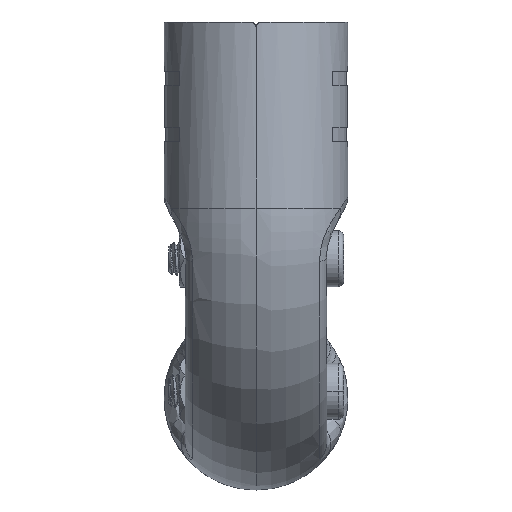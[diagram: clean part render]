
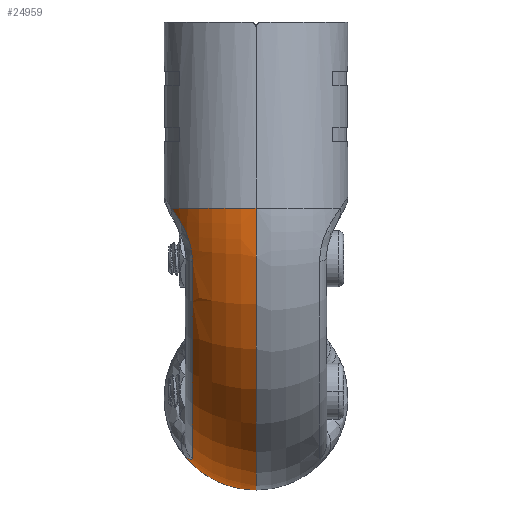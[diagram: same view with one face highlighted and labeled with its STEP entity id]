
A CAD part, left-side view. The second image highlights one B-rep face of the part: STEP entity #24959.
In plain terms, the highlighted toroidal (fillet/blend) face has major radius 33.7 mm and minor radius 16.3 mm.
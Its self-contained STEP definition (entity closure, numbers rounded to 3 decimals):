
#113 = AXIS2_PLACEMENT_3D ( 'NONE', #21552, #26619, #26323 ) ;
#1277 = CIRCLE ( 'NONE', #15009, 16.3 ) ;
#1312 = EDGE_CURVE ( 'NONE', #24478, #11355, #23759, .T. ) ;
#1596 = CARTESIAN_POINT ( 'NONE',  ( -9.225, 13.417, -35.377 ) ) ;
#1960 = CARTESIAN_POINT ( 'NONE',  ( -10.942, 11.6, -39.767 ) ) ;
#2002 = CARTESIAN_POINT ( 'NONE',  ( 32.137, 13.915, -75.16 ) ) ;
#2315 = CARTESIAN_POINT ( 'NONE',  ( 33.252, 14.63, -73.928 ) ) ;
#2405 = CARTESIAN_POINT ( 'NONE',  ( -10.327, 12.448, -37.231 ) ) ;
#3394 = EDGE_CURVE ( 'NONE', #11355, #25625, #5453, .T. ) ;
#3817 = ORIENTED_EDGE ( 'NONE', *, *, #14406, .T. ) ;
#3891 = CARTESIAN_POINT ( 'NONE',  ( -8.301, 14.016, -34.401 ) ) ;
#4151 = VERTEX_POINT ( 'NONE', #21275 ) ;
#4448 = B_SPLINE_CURVE_WITH_KNOTS ( 'NONE', 3,
 ( #13390, #17427, #29229, #26781, #8312, #3891, #15712, #1596, #15111, #27225 ),
 .UNSPECIFIED., .F., .F.,
 ( 4, 2, 2, 2, 4 ),
 ( 0., 0.25, 0.375, 0.5, 1. ),
 .UNSPECIFIED. ) ;
#4453 = CARTESIAN_POINT ( 'NONE',  ( 30.29, 12.855, -76.595 ) ) ;
#4515 = ORIENTED_EDGE ( 'NONE', *, *, #1312, .T. ) ;
#4569 = CARTESIAN_POINT ( 'NONE',  ( -10.968, 11.458, -40.499 ) ) ;
#4867 = CARTESIAN_POINT ( 'NONE',  ( -10.864, 11.778, -39.045 ) ) ;
#5398 = CARTESIAN_POINT ( 'NONE',  ( 24.739, 11.305, -77.551 ) ) ;
#5453 = B_SPLINE_CURVE_WITH_KNOTS ( 'NONE', 3,
 ( #16122, #4453, #13796, #20732, #16274, #25494, #30227, #23360, #7187, #25352, #2002, #27932, #21188, #23219, #2315, #11661 ),
 .UNSPECIFIED., .F., .F.,
 ( 4, 2, 2, 1, 1, 1, 1, 2, 2, 4 ),
 ( 0., 0.25, 0.375, 0.437, 0.469, 0.484, 0.492, 0.496, 0.5, 1. ),
 .UNSPECIFIED. ) ;
#5504 = VERTEX_POINT ( 'NONE', #25429 ) ;
#5555 = CARTESIAN_POINT ( 'NONE',  ( 29.887, 12.655, -76.807 ) ) ;
#6126 = DIRECTION ( 'NONE',  ( -1., 0., 0. ) ) ;
#6841 = DIRECTION ( 'NONE',  ( 0., -1., 0. ) ) ;
#6999 = CARTESIAN_POINT ( 'NONE',  ( 33.7, 11.297, -33. ) ) ;
#7151 = CARTESIAN_POINT ( 'NONE',  ( -10.759, 11.297, -42.441 ) ) ;
#7187 = CARTESIAN_POINT ( 'NONE',  ( 32.082, 13.881, -75.213 ) ) ;
#7353 = ORIENTED_EDGE ( 'NONE', *, *, #14320, .T. ) ;
#7993 = CARTESIAN_POINT ( 'NONE',  ( 25.586, 11.373, -77.646 ) ) ;
#8312 = CARTESIAN_POINT ( 'NONE',  ( -7.974, 14.21, -34.094 ) ) ;
#9698 = CARTESIAN_POINT ( 'NONE',  ( 24.259, 11.297, -77.459 ) ) ;
#10017 = CARTESIAN_POINT ( 'NONE',  ( 29.049, 12.241, -77.247 ) ) ;
#10745 = EDGE_CURVE ( 'NONE', #11870, #4151, #17769, .T. ) ;
#11043 = VERTEX_POINT ( 'NONE', #15894 ) ;
#11318 = CARTESIAN_POINT ( 'NONE',  ( -10.771, 11.923, -38.574 ) ) ;
#11355 = VERTEX_POINT ( 'NONE', #27959 ) ;
#11356 = DIRECTION ( 'NONE',  ( 0., -1., 0. ) ) ;
#11661 = CARTESIAN_POINT ( 'NONE',  ( 33.7, 14.938, -73.222 ) ) ;
#11870 = VERTEX_POINT ( 'NONE', #23915 ) ;
#12460 = ORIENTED_EDGE ( 'NONE', *, *, #23060, .F. ) ;
#12730 = EDGE_LOOP ( 'NONE', ( #12460, #24718, #27437, #29768, #7353, #3817, #4515, #21258 ) ) ;
#12970 = CARTESIAN_POINT ( 'NONE',  ( 33.7, 14.938, -73.222 ) ) ;
#13390 = CARTESIAN_POINT ( 'NONE',  ( -6.522, 14.938, -33. ) ) ;
#13796 = CARTESIAN_POINT ( 'NONE',  ( 30.682, 13.064, -76.351 ) ) ;
#14064 = CARTESIAN_POINT ( 'NONE',  ( -10.967, 11.479, -40.376 ) ) ;
#14207 = CARTESIAN_POINT ( 'NONE',  ( -10.925, 11.328, -41.478 ) ) ;
#14320 = EDGE_CURVE ( 'NONE', #23410, #5504, #23070, .T. ) ;
#14406 = EDGE_CURVE ( 'NONE', #5504, #24478, #25341, .T. ) ;
#14782 = CARTESIAN_POINT ( 'NONE',  ( 25.223, 11.337, -77.614 ) ) ;
#15009 = AXIS2_PLACEMENT_3D ( 'NONE', #27319, #29626, #30086 ) ;
#15111 = CARTESIAN_POINT ( 'NONE',  ( -9.72, 13.02, -36.077 ) ) ;
#15712 = CARTESIAN_POINT ( 'NONE',  ( -8.458, 13.918, -34.558 ) ) ;
#15894 = CARTESIAN_POINT ( 'NONE',  ( -6.522, 14.938, -33. ) ) ;
#16122 = CARTESIAN_POINT ( 'NONE',  ( 29.887, 12.655, -76.807 ) ) ;
#16274 = CARTESIAN_POINT ( 'NONE',  ( 31.437, 13.493, -75.787 ) ) ;
#16561 = EDGE_CURVE ( 'NONE', #11043, #23410, #4448, .T. ) ;
#16955 = CARTESIAN_POINT ( 'NONE',  ( 28.139, 11.897, -77.511 ) ) ;
#17242 = CARTESIAN_POINT ( 'NONE',  ( 26.203, 11.449, -77.68 ) ) ;
#17364 = CARTESIAN_POINT ( 'NONE',  ( 33.7, 0., -33. ) ) ;
#17427 = CARTESIAN_POINT ( 'NONE',  ( -6.913, 14.768, -33.248 ) ) ;
#17769 = CIRCLE ( 'NONE', #26588, 50. ) ;
#18641 = EDGE_CURVE ( 'NONE', #11870, #11043, #18733, .T. ) ;
#18700 = CARTESIAN_POINT ( 'NONE',  ( -10.959, 11.403, -40.869 ) ) ;
#18733 = CIRCLE ( 'NONE', #113, 16.3 ) ;
#18953 = AXIS2_PLACEMENT_3D ( 'NONE', #6999, #6841, #25906 ) ;
#19080 = CARTESIAN_POINT ( 'NONE',  ( 24.499, 11.297, -77.509 ) ) ;
#19236 = CARTESIAN_POINT ( 'NONE',  ( 25.102, 11.328, -77.6 ) ) ;
#20692 = CARTESIAN_POINT ( 'NONE',  ( -10.86, 11.297, -41.962 ) ) ;
#20732 = CARTESIAN_POINT ( 'NONE',  ( 31.251, 13.385, -75.934 ) ) ;
#21188 = CARTESIAN_POINT ( 'NONE',  ( 32.154, 13.926, -75.143 ) ) ;
#21258 = ORIENTED_EDGE ( 'NONE', *, *, #3394, .T. ) ;
#21275 = CARTESIAN_POINT ( 'NONE',  ( 33.7, 0., -83. ) ) ;
#21301 = CARTESIAN_POINT ( 'NONE',  ( -10.964, 11.421, -40.744 ) ) ;
#21552 = CARTESIAN_POINT ( 'NONE',  ( 0., 0., -33. ) ) ;
#22134 = TOROIDAL_SURFACE ( 'NONE', #23152, 33.7, 16.3 ) ;
#22578 = DIRECTION ( 'NONE',  ( 0., -1., 0. ) ) ;
#23012 = CARTESIAN_POINT ( 'NONE',  ( -10.503, 12.258, -37.668 ) ) ;
#23047 = CARTESIAN_POINT ( 'NONE',  ( 33.7, 0., -33. ) ) ;
#23060 = EDGE_CURVE ( 'NONE', #4151, #25625, #1277, .T. ) ;
#23070 = B_SPLINE_CURVE_WITH_KNOTS ( 'NONE', 3,
 ( #25455, #2405, #23012, #11318, #4867, #1960, #28347, #14064, #4569, #21301, #18700, #14207, #20692, #7151 ),
 .UNSPECIFIED., .F., .F.,
 ( 4, 2, 2, 2, 2, 2, 4 ),
 ( 0., 0.25, 0.5, 0.625, 0.688, 0.75, 1. ),
 .UNSPECIFIED. ) ;
#23143 = CARTESIAN_POINT ( 'NONE',  ( -10.107, 12.656, -36.812 ) ) ;
#23152 = AXIS2_PLACEMENT_3D ( 'NONE', #23047, #11356, #25488 ) ;
#23219 = CARTESIAN_POINT ( 'NONE',  ( 32.738, 14.288, -74.568 ) ) ;
#23360 = CARTESIAN_POINT ( 'NONE',  ( 32.004, 13.833, -75.288 ) ) ;
#23410 = VERTEX_POINT ( 'NONE', #23143 ) ;
#23759 = B_SPLINE_CURVE_WITH_KNOTS ( 'NONE', 3,
 ( #29054, #19080, #5398, #19236, #14782, #28599, #7993, #17242, #26754, #16955, #10017, #5555 ),
 .UNSPECIFIED., .F., .F.,
 ( 4, 2, 2, 2, 2, 4 ),
 ( 0., 0.125, 0.188, 0.25, 0.5, 1. ),
 .UNSPECIFIED. ) ;
#23915 = CARTESIAN_POINT ( 'NONE',  ( -16.3, 0., -33. ) ) ;
#24478 = VERTEX_POINT ( 'NONE', #9698 ) ;
#24718 = ORIENTED_EDGE ( 'NONE', *, *, #10745, .F. ) ;
#24959 = ADVANCED_FACE ( 'NONE', ( #29617 ), #22134, .T. ) ;
#25341 = CIRCLE ( 'NONE', #18953, 45.45 ) ;
#25352 = CARTESIAN_POINT ( 'NONE',  ( 32.12, 13.905, -75.176 ) ) ;
#25429 = CARTESIAN_POINT ( 'NONE',  ( -10.759, 11.297, -42.441 ) ) ;
#25455 = CARTESIAN_POINT ( 'NONE',  ( -10.107, 12.656, -36.812 ) ) ;
#25488 = DIRECTION ( 'NONE',  ( 1., 0., 0. ) ) ;
#25494 = CARTESIAN_POINT ( 'NONE',  ( 31.712, 13.656, -75.554 ) ) ;
#25625 = VERTEX_POINT ( 'NONE', #12970 ) ;
#25906 = DIRECTION ( 'NONE',  ( -0.978, 0., -0.208 ) ) ;
#26323 = DIRECTION ( 'NONE',  ( -1., 0., 0. ) ) ;
#26588 = AXIS2_PLACEMENT_3D ( 'NONE', #17364, #22578, #6126 ) ;
#26619 = DIRECTION ( 'NONE',  ( 0., 0., -1. ) ) ;
#26754 = CARTESIAN_POINT ( 'NONE',  ( 26.691, 11.54, -77.669 ) ) ;
#26781 = CARTESIAN_POINT ( 'NONE',  ( -7.805, 14.306, -33.946 ) ) ;
#27225 = CARTESIAN_POINT ( 'NONE',  ( -10.107, 12.656, -36.812 ) ) ;
#27319 = CARTESIAN_POINT ( 'NONE',  ( 33.7, 0., -66.7 ) ) ;
#27437 = ORIENTED_EDGE ( 'NONE', *, *, #18641, .T. ) ;
#27932 = CARTESIAN_POINT ( 'NONE',  ( 32.148, 13.922, -75.149 ) ) ;
#27959 = CARTESIAN_POINT ( 'NONE',  ( 29.887, 12.655, -76.807 ) ) ;
#28347 = CARTESIAN_POINT ( 'NONE',  ( -10.958, 11.547, -40.01 ) ) ;
#28599 = CARTESIAN_POINT ( 'NONE',  ( 25.466, 11.36, -77.637 ) ) ;
#29054 = CARTESIAN_POINT ( 'NONE',  ( 24.259, 11.297, -77.459 ) ) ;
#29229 = CARTESIAN_POINT ( 'NONE',  ( -7.282, 14.587, -33.515 ) ) ;
#29617 = FACE_OUTER_BOUND ( 'NONE', #12730, .T. ) ;
#29626 = DIRECTION ( 'NONE',  ( 1., 0., 0. ) ) ;
#29768 = ORIENTED_EDGE ( 'NONE', *, *, #16561, .T. ) ;
#30086 = DIRECTION ( 'NONE',  ( 0., 0., -1. ) ) ;
#30227 = CARTESIAN_POINT ( 'NONE',  ( 31.848, 13.738, -75.434 ) ) ;
